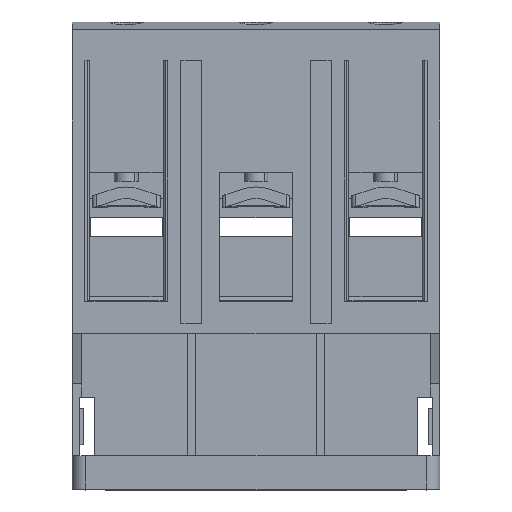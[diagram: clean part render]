
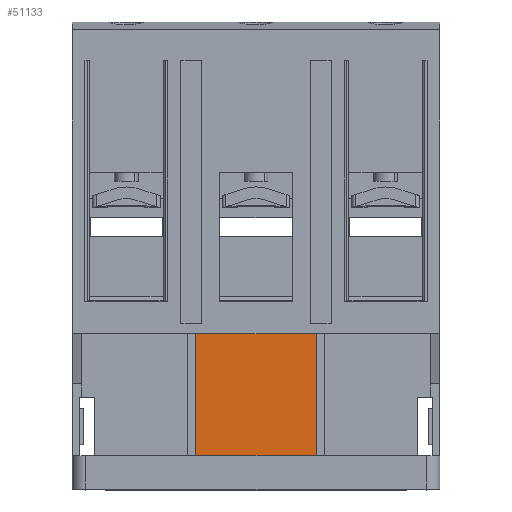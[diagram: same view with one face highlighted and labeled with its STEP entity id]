
A CAD part, top view. The second image highlights one B-rep face of the part: STEP entity #51133.
In plain terms, the highlighted planar face has unit normal (0, 0, 1).
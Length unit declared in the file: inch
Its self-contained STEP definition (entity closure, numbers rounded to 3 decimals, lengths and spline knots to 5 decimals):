
#939 = PLANE ( 'NONE',  #24725 ) ;
#3922 = CARTESIAN_POINT ( 'NONE',  ( 1.25, 1.58268, -1.48819 ) ) ;
#7636 = EDGE_CURVE ( 'NONE', #29363, #35425, #8854, .T. ) ;
#8854 = LINE ( 'NONE', #26184, #24711 ) ;
#11754 = VERTEX_POINT ( 'NONE', #49403 ) ;
#12292 = EDGE_CURVE ( 'NONE', #35425, #11754, #37562, .T. ) ;
#16247 = DIRECTION ( 'NONE',  ( 0., 1., 0. ) ) ;
#19017 = CARTESIAN_POINT ( 'NONE',  ( 1.25, 0.33858, -1.48819 ) ) ;
#21093 = ORIENTED_EDGE ( 'NONE', *, *, #29508, .T. ) ;
#22749 = ORIENTED_EDGE ( 'NONE', *, *, #34033, .T. ) ;
#24452 = CARTESIAN_POINT ( 'NONE',  ( 1.25, 1.58268, -1.48819 ) ) ;
#24711 = VECTOR ( 'NONE', #43551, 39.37008 ) ;
#24725 = AXIS2_PLACEMENT_3D ( 'NONE', #40479, #27096, #44470 ) ;
#26184 = CARTESIAN_POINT ( 'NONE',  ( 2.49016, 1.58268, -1.48819 ) ) ;
#27096 = DIRECTION ( 'NONE',  ( 0., 0., 1. ) ) ;
#27829 = LINE ( 'NONE', #19017, #44687 ) ;
#29363 = VERTEX_POINT ( 'NONE', #40996 ) ;
#29508 = EDGE_CURVE ( 'NONE', #30842, #29363, #41568, .T. ) ;
#30842 = VERTEX_POINT ( 'NONE', #42084 ) ;
#33288 = DIRECTION ( 'NONE',  ( 0., -1., 0. ) ) ;
#34033 = EDGE_CURVE ( 'NONE', #11754, #30842, #27829, .T. ) ;
#35373 = VECTOR ( 'NONE', #33288, 39.37008 ) ;
#35425 = VERTEX_POINT ( 'NONE', #3922 ) ;
#36355 = DIRECTION ( 'NONE',  ( 1., 0., 0. ) ) ;
#37562 = LINE ( 'NONE', #24452, #35373 ) ;
#38300 = EDGE_LOOP ( 'NONE', ( #22749, #21093, #41213, #45863 ) ) ;
#40479 = CARTESIAN_POINT ( 'NONE',  ( 3.74016, 0., -1.48819 ) ) ;
#40996 = CARTESIAN_POINT ( 'NONE',  ( 2.49016, 1.58268, -1.48819 ) ) ;
#41213 = ORIENTED_EDGE ( 'NONE', *, *, #7636, .T. ) ;
#41568 = LINE ( 'NONE', #55241, #44054 ) ;
#42084 = CARTESIAN_POINT ( 'NONE',  ( 2.49016, 0.33858, -1.48819 ) ) ;
#43551 = DIRECTION ( 'NONE',  ( -1., 0., 0. ) ) ;
#44054 = VECTOR ( 'NONE', #16247, 39.37008 ) ;
#44470 = DIRECTION ( 'NONE',  ( 1., 0., 0. ) ) ;
#44687 = VECTOR ( 'NONE', #36355, 39.37008 ) ;
#45863 = ORIENTED_EDGE ( 'NONE', *, *, #12292, .T. ) ;
#49403 = CARTESIAN_POINT ( 'NONE',  ( 1.25, 0.33858, -1.48819 ) ) ;
#50380 = FACE_OUTER_BOUND ( 'NONE', #38300, .T. ) ;
#51133 = ADVANCED_FACE ( 'NONE', ( #50380 ), #939, .T. ) ;
#55241 = CARTESIAN_POINT ( 'NONE',  ( 2.49016, 0.33858, -1.48819 ) ) ;
